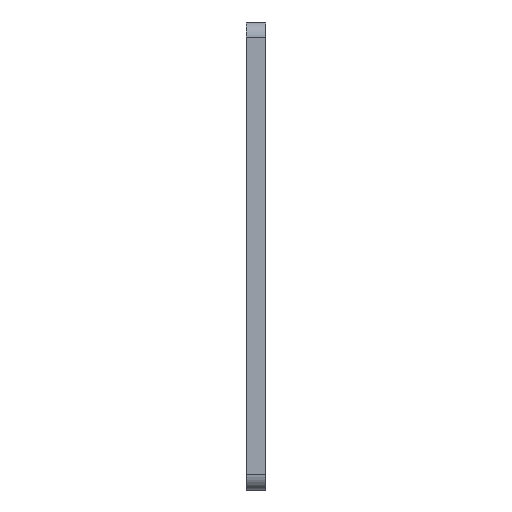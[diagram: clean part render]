
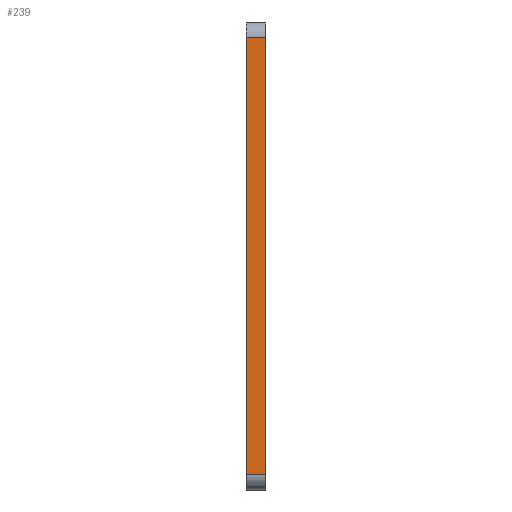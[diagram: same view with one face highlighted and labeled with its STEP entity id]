
A CAD part, left-side view. The second image highlights one B-rep face of the part: STEP entity #239.
In plain terms, the highlighted planar face has unit normal (-1, 0, 0).
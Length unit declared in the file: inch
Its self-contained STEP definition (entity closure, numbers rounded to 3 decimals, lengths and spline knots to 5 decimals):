
#30 = VECTOR ( 'NONE', #473, 39.37008 ) ;
#79 = ORIENTED_EDGE ( 'NONE', *, *, #274, .T. ) ;
#82 = ORIENTED_EDGE ( 'NONE', *, *, #171, .F. ) ;
#171 = EDGE_CURVE ( 'NONE', #349, #885, #469, .T. ) ;
#239 = ADVANCED_FACE ( 'NONE', ( #527 ), #540, .F. ) ;
#260 = EDGE_LOOP ( 'NONE', ( #1130, #1128, #82, #79 ) ) ;
#274 = EDGE_CURVE ( 'NONE', #349, #1225, #1104, .T. ) ;
#293 = EDGE_CURVE ( 'NONE', #1225, #584, #333, .T. ) ;
#333 = LINE ( 'NONE', #1637, #1481 ) ;
#349 = VERTEX_POINT ( 'NONE', #1628 ) ;
#469 = LINE ( 'NONE', #472, #30 ) ;
#472 = CARTESIAN_POINT ( 'NONE',  ( -11.9375, 0.47244, 5.75 ) ) ;
#473 = DIRECTION ( 'NONE',  ( 0., 0., 1. ) ) ;
#477 = VECTOR ( 'NONE', #1512, 39.37008 ) ;
#527 = FACE_OUTER_BOUND ( 'NONE', #260, .T. ) ;
#535 = DIRECTION ( 'NONE',  ( 0., 0., -1. ) ) ;
#540 = PLANE ( 'NONE',  #1791 ) ;
#544 = CARTESIAN_POINT ( 'NONE',  ( -11.9375, 0.47244, 5.75 ) ) ;
#561 = DIRECTION ( 'NONE',  ( 1., 0., 0. ) ) ;
#584 = VERTEX_POINT ( 'NONE', #1780 ) ;
#856 = VECTOR ( 'NONE', #1616, 39.37008 ) ;
#885 = VERTEX_POINT ( 'NONE', #1543 ) ;
#919 = EDGE_CURVE ( 'NONE', #584, #885, #1516, .T. ) ;
#952 = CARTESIAN_POINT ( 'NONE',  ( -11.9375, 0.47244, -5.375 ) ) ;
#1041 = DIRECTION ( 'NONE',  ( 0., 0., 1. ) ) ;
#1104 = LINE ( 'NONE', #952, #856 ) ;
#1128 = ORIENTED_EDGE ( 'NONE', *, *, #919, .T. ) ;
#1130 = ORIENTED_EDGE ( 'NONE', *, *, #293, .T. ) ;
#1141 = CARTESIAN_POINT ( 'NONE',  ( -11.9375, 0., -5.375 ) ) ;
#1225 = VERTEX_POINT ( 'NONE', #1141 ) ;
#1481 = VECTOR ( 'NONE', #1041, 39.37008 ) ;
#1512 = DIRECTION ( 'NONE',  ( 0., 1., 0. ) ) ;
#1513 = CARTESIAN_POINT ( 'NONE',  ( -11.9375, 0.47244, 5.375 ) ) ;
#1516 = LINE ( 'NONE', #1513, #477 ) ;
#1543 = CARTESIAN_POINT ( 'NONE',  ( -11.9375, 0.47244, 5.375 ) ) ;
#1616 = DIRECTION ( 'NONE',  ( 0., -1., 0. ) ) ;
#1628 = CARTESIAN_POINT ( 'NONE',  ( -11.9375, 0.47244, -5.375 ) ) ;
#1637 = CARTESIAN_POINT ( 'NONE',  ( -11.9375, 0., 5.75 ) ) ;
#1780 = CARTESIAN_POINT ( 'NONE',  ( -11.9375, 0., 5.375 ) ) ;
#1791 = AXIS2_PLACEMENT_3D ( 'NONE', #544, #561, #535 ) ;
